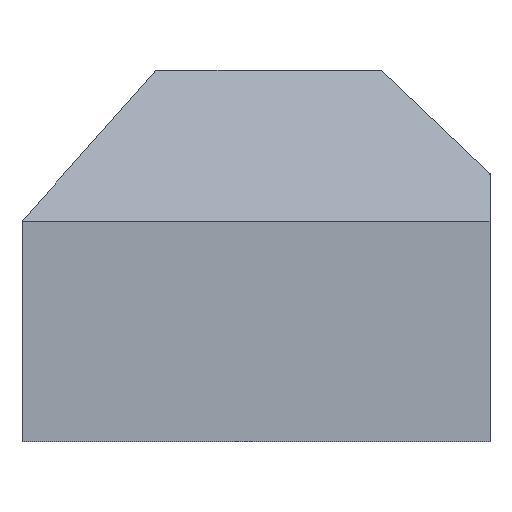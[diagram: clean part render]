
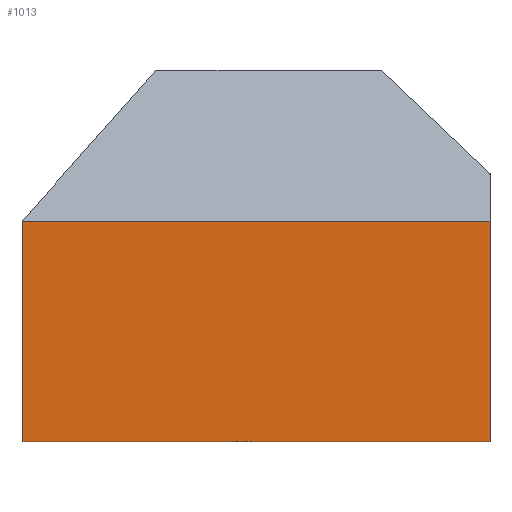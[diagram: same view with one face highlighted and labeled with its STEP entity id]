
A CAD part, left-side view. The second image highlights one B-rep face of the part: STEP entity #1013.
In plain terms, the highlighted planar face has unit normal (-1, 0, 0).
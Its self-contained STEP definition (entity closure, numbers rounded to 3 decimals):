
#34=FACE_OUTER_BOUND('',#89,.T.);
#89=EDGE_LOOP('',(#769,#770,#771,#772,#773));
#140=LINE('',#1410,#284);
#202=LINE('',#1530,#346);
#203=LINE('',#1532,#347);
#204=LINE('',#1535,#348);
#205=LINE('',#1536,#349);
#284=VECTOR('',#1140,10.);
#346=VECTOR('',#1234,10.);
#347=VECTOR('',#1237,10.);
#348=VECTOR('',#1240,10.);
#349=VECTOR('',#1241,10.);
#428=VERTEX_POINT('',#1407);
#429=VERTEX_POINT('',#1409);
#470=VERTEX_POINT('',#1526);
#471=VERTEX_POINT('',#1528);
#472=VERTEX_POINT('',#1534);
#522=EDGE_CURVE('',#429,#428,#140,.T.);
#584=EDGE_CURVE('',#471,#470,#202,.T.);
#585=EDGE_CURVE('',#470,#428,#203,.T.);
#586=EDGE_CURVE('',#429,#472,#204,.T.);
#587=EDGE_CURVE('',#472,#471,#205,.T.);
#769=ORIENTED_EDGE('',*,*,#586,.F.);
#770=ORIENTED_EDGE('',*,*,#522,.T.);
#771=ORIENTED_EDGE('',*,*,#585,.F.);
#772=ORIENTED_EDGE('',*,*,#584,.F.);
#773=ORIENTED_EDGE('',*,*,#587,.F.);
#958=PLANE('',#1085);
#1013=ADVANCED_FACE('',(#34),#958,.F.);
#1085=AXIS2_PLACEMENT_3D('',#1533,#1238,#1239);
#1140=DIRECTION('',(0.,-1.,0.));
#1234=DIRECTION('',(0.,-1.,0.));
#1237=DIRECTION('',(0.,0.,-1.));
#1238=DIRECTION('center_axis',(1.,0.,0.));
#1239=DIRECTION('ref_axis',(0.,1.,0.));
#1240=DIRECTION('',(0.,0.,1.));
#1241=DIRECTION('',(0.,-0.664,0.748));
#1407=CARTESIAN_POINT('',(-8.,-22.694,112.));
#1409=CARTESIAN_POINT('',(-8.,58.,112.));
#1410=CARTESIAN_POINT('',(-8.,12.175,112.));
#1526=CARTESIAN_POINT('',(-8.,-22.694,150.));
#1528=CARTESIAN_POINT('',(-8.,57.994,150.));
#1530=CARTESIAN_POINT('',(-8.,-3.1,150.));
#1532=CARTESIAN_POINT('',(-8.,-22.694,121.5));
#1533=CARTESIAN_POINT('Origin',(-8.,-3.1,150.));
#1534=CARTESIAN_POINT('',(-8.,58.,149.993));
#1535=CARTESIAN_POINT('',(-8.,58.,150.));
#1536=CARTESIAN_POINT('',(-8.,44.536,165.162));
